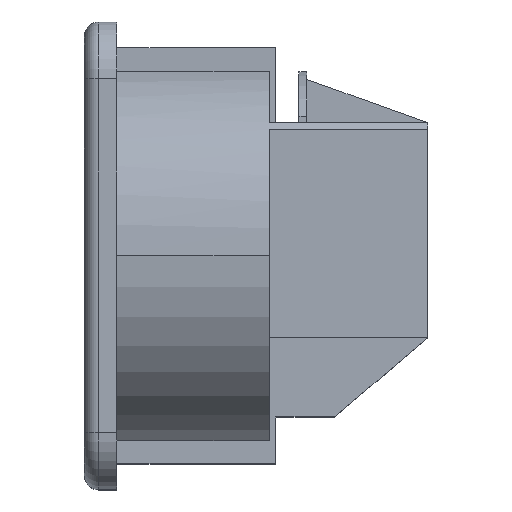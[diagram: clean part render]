
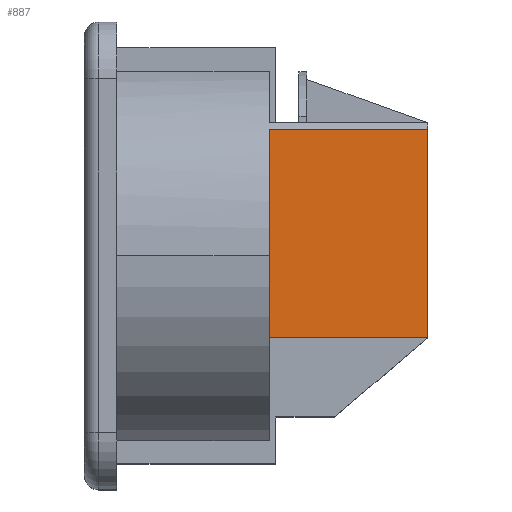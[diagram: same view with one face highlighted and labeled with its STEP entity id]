
A CAD part, top view. The second image highlights one B-rep face of the part: STEP entity #887.
In plain terms, the highlighted planar face has unit normal (0, 0, 1).
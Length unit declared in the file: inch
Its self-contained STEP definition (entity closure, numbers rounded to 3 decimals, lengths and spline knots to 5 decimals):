
#845 = LINE ( 'NONE', #3511, #6746 ) ;
#887 = ADVANCED_FACE ( 'NONE', ( #3463 ), #1197, .F. ) ;
#1049 = LINE ( 'NONE', #3256, #5963 ) ;
#1185 = DIRECTION ( 'NONE',  ( 0., 0., -1. ) ) ;
#1197 = PLANE ( 'NONE',  #1308 ) ;
#1308 = AXIS2_PLACEMENT_3D ( 'NONE', #5198, #1185, #2902 ) ;
#1880 = VECTOR ( 'NONE', #2356, 39.37008 ) ;
#1950 = ORIENTED_EDGE ( 'NONE', *, *, #7071, .F. ) ;
#2356 = DIRECTION ( 'NONE',  ( 0., -1., 0. ) ) ;
#2376 = DIRECTION ( 'NONE',  ( 0., -1., 0. ) ) ;
#2752 = VERTEX_POINT ( 'NONE', #3227 ) ;
#2902 = DIRECTION ( 'NONE',  ( 0., 1., 0. ) ) ;
#2993 = EDGE_CURVE ( 'NONE', #6916, #5471, #5104, .T. ) ;
#3078 = VECTOR ( 'NONE', #7203, 39.37008 ) ;
#3227 = CARTESIAN_POINT ( 'NONE',  ( 0.739, -0.3595, 0.631 ) ) ;
#3256 = CARTESIAN_POINT ( 'NONE',  ( 1.434, -0.3595, 0.631 ) ) ;
#3463 = FACE_OUTER_BOUND ( 'NONE', #4557, .T. ) ;
#3511 = CARTESIAN_POINT ( 'NONE',  ( 0.739, -0.3595, 0.631 ) ) ;
#3782 = CARTESIAN_POINT ( 'NONE',  ( 1.434, 0.55296, 0.631 ) ) ;
#3955 = ORIENTED_EDGE ( 'NONE', *, *, #2993, .F. ) ;
#4557 = EDGE_LOOP ( 'NONE', ( #6768, #1950, #3955, #6487 ) ) ;
#4985 = EDGE_CURVE ( 'NONE', #6335, #2752, #845, .T. ) ;
#5104 = LINE ( 'NONE', #5766, #1880 ) ;
#5198 = CARTESIAN_POINT ( 'NONE',  ( 1.434, -0.3595, 0.631 ) ) ;
#5293 = EDGE_CURVE ( 'NONE', #6916, #6335, #6297, .T. ) ;
#5471 = VERTEX_POINT ( 'NONE', #7352 ) ;
#5766 = CARTESIAN_POINT ( 'NONE',  ( 1.434, -0.3595, 0.631 ) ) ;
#5902 = CARTESIAN_POINT ( 'NONE',  ( 0.739, 0.55296, 0.631 ) ) ;
#5963 = VECTOR ( 'NONE', #7256, 39.37008 ) ;
#6297 = LINE ( 'NONE', #3782, #3078 ) ;
#6335 = VERTEX_POINT ( 'NONE', #5902 ) ;
#6487 = ORIENTED_EDGE ( 'NONE', *, *, #5293, .T. ) ;
#6525 = CARTESIAN_POINT ( 'NONE',  ( 1.434, 0.55296, 0.631 ) ) ;
#6746 = VECTOR ( 'NONE', #2376, 39.37008 ) ;
#6768 = ORIENTED_EDGE ( 'NONE', *, *, #4985, .T. ) ;
#6916 = VERTEX_POINT ( 'NONE', #6525 ) ;
#7071 = EDGE_CURVE ( 'NONE', #5471, #2752, #1049, .T. ) ;
#7203 = DIRECTION ( 'NONE',  ( -1., 0., 0. ) ) ;
#7256 = DIRECTION ( 'NONE',  ( -1., 0., 0. ) ) ;
#7352 = CARTESIAN_POINT ( 'NONE',  ( 1.434, -0.3595, 0.631 ) ) ;
